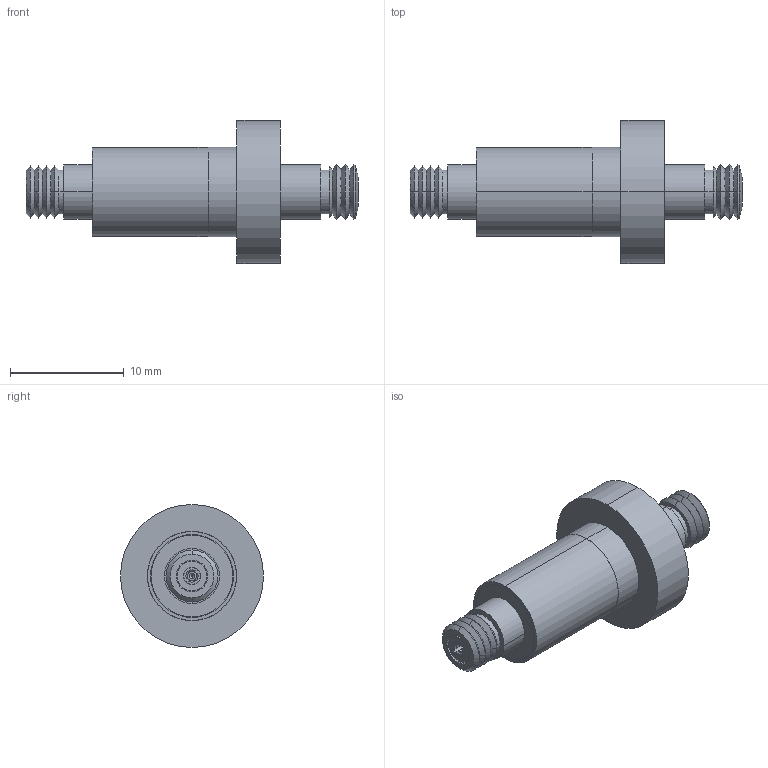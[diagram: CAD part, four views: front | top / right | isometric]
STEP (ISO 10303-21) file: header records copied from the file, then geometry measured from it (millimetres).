
FILE_DESCRIPTION (( 'STEP AP214' ), '1' );
FILE_NAME ('243-MIC-D.STEP', '2019-03-07T15:23:55', ( 'allectra' ), ( 'Microsoft' ), 'SwSTEP 2.0', 'SolidWorks 2014', '' );
FILE_SCHEMA (( 'AUTOMOTIVE_DESIGN' ));
Length unit declared in the file: millimetre
Products named in the file (1): 243-MIC-D
Bounding box: 29.18 x 12.57 x 12.57 mm (x, y, z)
Volume: 858.8 mm3; surface area: 1885.9 mm2
Topology: 1 solids, 3 shells, 181 faces, 412 edges, 262 vertices
Faces by surface type: cylinder 76, cone 52, plane 51, bspline 2
Entity records: 5232 total; most frequent: DIRECTION 996, CARTESIAN_POINT 916, ORIENTED_EDGE 824, AXIS2_PLACEMENT_3D 414, EDGE_CURVE 412, VERTEX_POINT 262, CIRCLE 234, EDGE_LOOP 214
